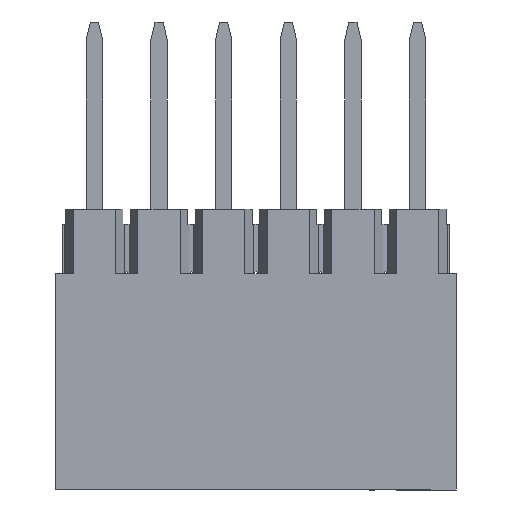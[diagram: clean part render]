
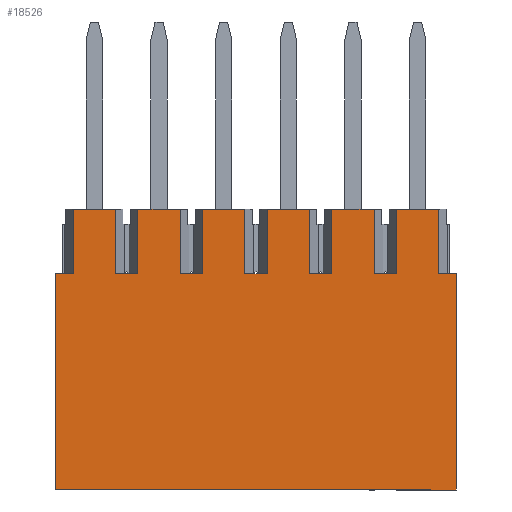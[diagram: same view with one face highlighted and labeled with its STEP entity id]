
A CAD part, front view. The second image highlights one B-rep face of the part: STEP entity #18526.
In plain terms, the highlighted planar face has unit normal (0, -1, 0).
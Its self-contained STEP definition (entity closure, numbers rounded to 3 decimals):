
#770=FACE_OUTER_BOUND('',#1705,.T.);
#1705=EDGE_LOOP('',(#14141,#14142,#14143,#14144,#14145,#14146,#14147,#14148,
#14149,#14150,#14151,#14152,#14153,#14154,#14155,#14156,#14157,#14158,#14159,
#14160,#14161,#14162,#14163,#14164,#14165,#14166,#14167,#14168));
#2297=LINE('',#24960,#4772);
#2301=LINE('',#24969,#4776);
#2305=LINE('',#24978,#4780);
#2311=LINE('',#24990,#4786);
#2315=LINE('',#24999,#4790);
#2317=LINE('',#25005,#4792);
#2323=LINE('',#25017,#4798);
#2857=LINE('',#26085,#5332);
#3071=LINE('',#26483,#5546);
#3280=LINE('',#26889,#5755);
#3653=LINE('',#27827,#6128);
#3662=LINE('',#27844,#6137);
#3668=LINE('',#27856,#6143);
#3677=LINE('',#27873,#6152);
#3744=LINE('',#27990,#6219);
#3746=LINE('',#27995,#6221);
#3756=LINE('',#28015,#6231);
#3763=LINE('',#28027,#6238);
#3764=LINE('',#28029,#6239);
#3765=LINE('',#28031,#6240);
#3766=LINE('',#28033,#6241);
#3767=LINE('',#28034,#6242);
#3768=LINE('',#28036,#6243);
#3769=LINE('',#28038,#6244);
#3770=LINE('',#28039,#6245);
#3771=LINE('',#28041,#6246);
#3772=LINE('',#28043,#6247);
#3773=LINE('',#28044,#6248);
#4772=VECTOR('',#20224,1.);
#4776=VECTOR('',#20230,1.);
#4780=VECTOR('',#20236,1.);
#4786=VECTOR('',#20244,1.);
#4790=VECTOR('',#20250,1.);
#4792=VECTOR('',#20254,1.);
#4798=VECTOR('',#20262,1.);
#5332=VECTOR('',#21134,1.);
#5546=VECTOR('',#21458,1.);
#5755=VECTOR('',#21869,1.);
#6128=VECTOR('',#22574,1.);
#6137=VECTOR('',#22585,1.);
#6143=VECTOR('',#22595,1.);
#6152=VECTOR('',#22606,1.);
#6219=VECTOR('',#22709,1.);
#6221=VECTOR('',#22715,1.);
#6231=VECTOR('',#22733,1.);
#6238=VECTOR('',#22744,1.);
#6239=VECTOR('',#22747,1.);
#6240=VECTOR('',#22748,1.);
#6241=VECTOR('',#22749,1.);
#6242=VECTOR('',#22750,1.);
#6243=VECTOR('',#22751,1.);
#6244=VECTOR('',#22752,1.);
#6245=VECTOR('',#22753,1.);
#6246=VECTOR('',#22754,1.);
#6247=VECTOR('',#22755,1.);
#6248=VECTOR('',#22756,1.);
#7247=VERTEX_POINT('',#24957);
#7248=VERTEX_POINT('',#24959);
#7251=VERTEX_POINT('',#24966);
#7252=VERTEX_POINT('',#24968);
#7254=VERTEX_POINT('',#24974);
#7256=VERTEX_POINT('',#24977);
#7259=VERTEX_POINT('',#24984);
#7261=VERTEX_POINT('',#24988);
#7263=VERTEX_POINT('',#24993);
#7265=VERTEX_POINT('',#24997);
#7267=VERTEX_POINT('',#25002);
#7268=VERTEX_POINT('',#25004);
#7270=VERTEX_POINT('',#25010);
#7273=VERTEX_POINT('',#25015);
#7638=VERTEX_POINT('',#26083);
#7767=VERTEX_POINT('',#26481);
#8262=VERTEX_POINT('',#27826);
#8269=VERTEX_POINT('',#27842);
#8273=VERTEX_POINT('',#27855);
#8280=VERTEX_POINT('',#27871);
#8313=VERTEX_POINT('',#27994);
#8319=VERTEX_POINT('',#28014);
#8323=VERTEX_POINT('',#28030);
#8324=VERTEX_POINT('',#28032);
#8325=VERTEX_POINT('',#28035);
#8326=VERTEX_POINT('',#28037);
#8327=VERTEX_POINT('',#28040);
#8328=VERTEX_POINT('',#28042);
#8891=EDGE_CURVE('',#7247,#7248,#2297,.T.);
#8895=EDGE_CURVE('',#7251,#7252,#2301,.T.);
#8899=EDGE_CURVE('',#7254,#7256,#2305,.T.);
#8905=EDGE_CURVE('',#7261,#7259,#2311,.T.);
#8909=EDGE_CURVE('',#7265,#7263,#2315,.T.);
#8911=EDGE_CURVE('',#7267,#7268,#2317,.T.);
#8917=EDGE_CURVE('',#7273,#7270,#2323,.T.);
#9451=EDGE_CURVE('',#7638,#7261,#2857,.T.);
#9665=EDGE_CURVE('',#7638,#7767,#3071,.T.);
#9874=EDGE_CURVE('',#7767,#7248,#3280,.T.);
#10331=EDGE_CURVE('',#7259,#8262,#3653,.T.);
#10340=EDGE_CURVE('',#7265,#8269,#3662,.T.);
#10346=EDGE_CURVE('',#7263,#8273,#3668,.T.);
#10355=EDGE_CURVE('',#7273,#8280,#3677,.T.);
#10422=EDGE_CURVE('',#8280,#8273,#3744,.T.);
#10424=EDGE_CURVE('',#7270,#8313,#3746,.T.);
#10434=EDGE_CURVE('',#7267,#8319,#3756,.T.);
#10441=EDGE_CURVE('',#8319,#8313,#3763,.T.);
#10442=EDGE_CURVE('',#8269,#8262,#3764,.T.);
#10443=EDGE_CURVE('',#7247,#8323,#3765,.T.);
#10444=EDGE_CURVE('',#8324,#8323,#3766,.T.);
#10445=EDGE_CURVE('',#7252,#8324,#3767,.T.);
#10446=EDGE_CURVE('',#7251,#8325,#3768,.T.);
#10447=EDGE_CURVE('',#8326,#8325,#3769,.T.);
#10448=EDGE_CURVE('',#7256,#8326,#3770,.T.);
#10449=EDGE_CURVE('',#7254,#8327,#3771,.T.);
#10450=EDGE_CURVE('',#8328,#8327,#3772,.T.);
#10451=EDGE_CURVE('',#7268,#8328,#3773,.T.);
#14141=ORIENTED_EDGE('',*,*,#10424,.F.);
#14142=ORIENTED_EDGE('',*,*,#8917,.F.);
#14143=ORIENTED_EDGE('',*,*,#10355,.T.);
#14144=ORIENTED_EDGE('',*,*,#10422,.T.);
#14145=ORIENTED_EDGE('',*,*,#10346,.F.);
#14146=ORIENTED_EDGE('',*,*,#8909,.F.);
#14147=ORIENTED_EDGE('',*,*,#10340,.T.);
#14148=ORIENTED_EDGE('',*,*,#10442,.T.);
#14149=ORIENTED_EDGE('',*,*,#10331,.F.);
#14150=ORIENTED_EDGE('',*,*,#8905,.F.);
#14151=ORIENTED_EDGE('',*,*,#9451,.F.);
#14152=ORIENTED_EDGE('',*,*,#9665,.T.);
#14153=ORIENTED_EDGE('',*,*,#9874,.T.);
#14154=ORIENTED_EDGE('',*,*,#8891,.F.);
#14155=ORIENTED_EDGE('',*,*,#10443,.T.);
#14156=ORIENTED_EDGE('',*,*,#10444,.F.);
#14157=ORIENTED_EDGE('',*,*,#10445,.F.);
#14158=ORIENTED_EDGE('',*,*,#8895,.F.);
#14159=ORIENTED_EDGE('',*,*,#10446,.T.);
#14160=ORIENTED_EDGE('',*,*,#10447,.F.);
#14161=ORIENTED_EDGE('',*,*,#10448,.F.);
#14162=ORIENTED_EDGE('',*,*,#8899,.F.);
#14163=ORIENTED_EDGE('',*,*,#10449,.T.);
#14164=ORIENTED_EDGE('',*,*,#10450,.F.);
#14165=ORIENTED_EDGE('',*,*,#10451,.F.);
#14166=ORIENTED_EDGE('',*,*,#8911,.F.);
#14167=ORIENTED_EDGE('',*,*,#10434,.T.);
#14168=ORIENTED_EDGE('',*,*,#10441,.T.);
#17155=PLANE('',#19540);
#18526=ADVANCED_FACE('',(#770),#17155,.T.);
#19540=AXIS2_PLACEMENT_3D('',#28028,#22745,#22746);
#20224=DIRECTION('',(1.,0.,0.));
#20230=DIRECTION('',(1.,0.,0.));
#20236=DIRECTION('',(1.,0.,0.));
#20244=DIRECTION('',(1.,0.,0.));
#20250=DIRECTION('',(1.,0.,0.));
#20254=DIRECTION('',(1.,0.,0.));
#20262=DIRECTION('',(1.,0.,0.));
#21134=DIRECTION('',(0.,0.,1.));
#21458=DIRECTION('',(1.,0.,0.));
#21869=DIRECTION('',(0.,0.,1.));
#22574=DIRECTION('',(0.,0.,1.));
#22585=DIRECTION('',(0.,0.,1.));
#22595=DIRECTION('',(0.,0.,1.));
#22606=DIRECTION('',(0.,0.,1.));
#22709=DIRECTION('',(-1.,0.,0.));
#22715=DIRECTION('',(0.,0.,1.));
#22733=DIRECTION('',(0.,0.,1.));
#22744=DIRECTION('',(-1.,0.,0.));
#22745=DIRECTION('center_axis',(0.,-1.,0.));
#22746=DIRECTION('ref_axis',(0.,0.,
-1.));
#22747=DIRECTION('',(-1.,0.,0.));
#22748=DIRECTION('',(0.,0.,1.));
#22749=DIRECTION('',(1.,0.,0.));
#22750=DIRECTION('',(0.,0.,1.));
#22751=DIRECTION('',(0.,0.,1.));
#22752=DIRECTION('',(1.,0.,0.));
#22753=DIRECTION('',(0.,0.,1.));
#22754=DIRECTION('',(0.,0.,1.));
#22755=DIRECTION('',(1.,0.,0.));
#22756=DIRECTION('',(0.,0.,1.));
#24957=CARTESIAN_POINT('',(-15.138,10.649,6.104));
#24959=CARTESIAN_POINT('',(-14.448,10.649,6.104));
#24960=CARTESIAN_POINT('',(-30.238,10.649,6.104));
#24966=CARTESIAN_POINT('',(-17.678,10.649,6.104));
#24968=CARTESIAN_POINT('',(-16.798,10.649,6.104));
#24969=CARTESIAN_POINT('',(-30.238,10.649,6.104));
#24974=CARTESIAN_POINT('',(-20.218,10.649,6.104));
#24977=CARTESIAN_POINT('',(-19.338,10.649,6.104));
#24978=CARTESIAN_POINT('',(-30.238,10.649,6.104));
#24984=CARTESIAN_POINT('',(-29.498,10.649,6.104));
#24988=CARTESIAN_POINT('',(-30.188,10.649,6.104));
#24990=CARTESIAN_POINT('',(-30.238,10.649,6.104));
#24993=CARTESIAN_POINT('',(-26.958,10.649,6.104));
#24997=CARTESIAN_POINT('',(-27.838,10.649,6.104));
#24999=CARTESIAN_POINT('',(-30.238,10.649,6.104));
#25002=CARTESIAN_POINT('',(-22.758,10.649,6.104));
#25004=CARTESIAN_POINT('',(-21.878,10.649,6.104));
#25005=CARTESIAN_POINT('',(-30.238,10.649,6.104));
#25010=CARTESIAN_POINT('',(-24.418,10.649,6.104));
#25015=CARTESIAN_POINT('',(-25.298,10.649,6.104));
#25017=CARTESIAN_POINT('',(-30.238,10.649,6.104));
#26083=CARTESIAN_POINT('',(-30.188,10.649,-2.396));
#26085=CARTESIAN_POINT('',(-30.188,10.649,-2.396));
#26481=CARTESIAN_POINT('',(-14.448,10.649,-2.396));
#26483=CARTESIAN_POINT('',(-30.238,10.649,-2.396));
#26889=CARTESIAN_POINT('',(-14.448,10.649,-2.396));
#27826=CARTESIAN_POINT('',(-29.498,10.649,8.644));
#27827=CARTESIAN_POINT('',(-29.498,10.649,6.104));
#27842=CARTESIAN_POINT('',(-27.838,10.649,8.644));
#27844=CARTESIAN_POINT('',(-27.838,10.649,6.104));
#27855=CARTESIAN_POINT('',(-26.958,10.649,8.644));
#27856=CARTESIAN_POINT('',(-26.958,10.649,6.104));
#27871=CARTESIAN_POINT('',(-25.298,10.649,8.644));
#27873=CARTESIAN_POINT('',(-25.298,10.649,6.104));
#27990=CARTESIAN_POINT('',(-25.298,10.649,8.644));
#27994=CARTESIAN_POINT('',(-24.418,10.649,8.644));
#27995=CARTESIAN_POINT('',(-24.418,10.649,6.104));
#28014=CARTESIAN_POINT('',(-22.758,10.649,8.644));
#28015=CARTESIAN_POINT('',(-22.758,10.649,6.104));
#28027=CARTESIAN_POINT('',(-22.758,10.649,8.644));
#28028=CARTESIAN_POINT('Origin',(20.862,10.649,6.104));
#28029=CARTESIAN_POINT('',(-27.838,10.649,8.644));
#28030=CARTESIAN_POINT('',(-15.138,10.649,8.644));
#28031=CARTESIAN_POINT('',(-15.138,10.649,6.104));
#28032=CARTESIAN_POINT('',(-16.798,10.649,8.644));
#28033=CARTESIAN_POINT('',(-16.798,10.649,8.644));
#28034=CARTESIAN_POINT('',(-16.798,10.649,6.104));
#28035=CARTESIAN_POINT('',(-17.678,10.649,8.644));
#28036=CARTESIAN_POINT('',(-17.678,10.649,6.104));
#28037=CARTESIAN_POINT('',(-19.338,10.649,8.644));
#28038=CARTESIAN_POINT('',(-19.338,10.649,8.644));
#28039=CARTESIAN_POINT('',(-19.338,10.649,6.104));
#28040=CARTESIAN_POINT('',(-20.218,10.649,8.644));
#28041=CARTESIAN_POINT('',(-20.218,10.649,6.104));
#28042=CARTESIAN_POINT('',(-21.878,10.649,8.644));
#28043=CARTESIAN_POINT('',(-21.878,10.649,8.644));
#28044=CARTESIAN_POINT('',(-21.878,10.649,6.104));
